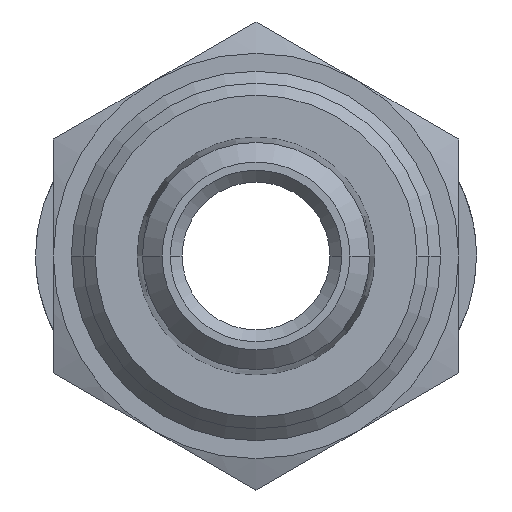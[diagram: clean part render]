
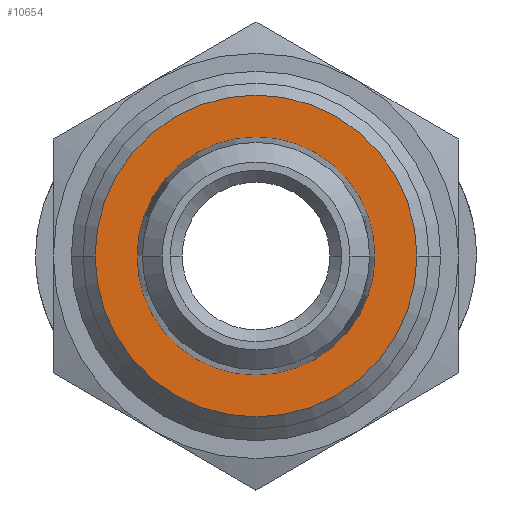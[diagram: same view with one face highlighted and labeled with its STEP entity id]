
A CAD part, left-side view. The second image highlights one B-rep face of the part: STEP entity #10654.
In plain terms, the highlighted planar face has unit normal (-1, 0, 0).
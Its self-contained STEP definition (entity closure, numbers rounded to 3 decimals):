
#505 = DIRECTION ( 'NONE',  ( 0., -1., 0. ) ) ;
#819 = CARTESIAN_POINT ( 'NONE',  ( 31.183, 12.297, -5.475 ) ) ;
#1271 = AXIS2_PLACEMENT_3D ( 'NONE', #11690, #16669, #10190 ) ;
#2126 = VERTEX_POINT ( 'NONE', #13806 ) ;
#3445 = DIRECTION ( 'NONE',  ( -1., 0., 0. ) ) ;
#3564 = CIRCLE ( 'NONE', #6900, 4.99 ) ;
#3692 = AXIS2_PLACEMENT_3D ( 'NONE', #11108, #3445, #18610 ) ;
#3699 = EDGE_CURVE ( 'NONE', #2126, #16968, #9992, .T. ) ;
#4446 = AXIS2_PLACEMENT_3D ( 'NONE', #13191, #11909, #19530 ) ;
#6009 = ORIENTED_EDGE ( 'NONE', *, *, #3699, .F. ) ;
#6372 = CIRCLE ( 'NONE', #1271, 6.75 ) ;
#6487 = VERTEX_POINT ( 'NONE', #9703 ) ;
#6900 = AXIS2_PLACEMENT_3D ( 'NONE', #12437, #18737, #505 ) ;
#9540 = FACE_BOUND ( 'NONE', #10946, .T. ) ;
#9703 = CARTESIAN_POINT ( 'NONE',  ( 31.183, 10.537, -5.475 ) ) ;
#9712 = ORIENTED_EDGE ( 'NONE', *, *, #10812, .T. ) ;
#9992 = CIRCLE ( 'NONE', #4446, 4.99 ) ;
#10089 = EDGE_LOOP ( 'NONE', ( #9712, #12341 ) ) ;
#10190 = DIRECTION ( 'NONE',  ( 0., -1., 0. ) ) ;
#10546 = EDGE_CURVE ( 'NONE', #16968, #2126, #3564, .T. ) ;
#10551 = DIRECTION ( 'NONE',  ( 0., -1., 0. ) ) ;
#10654 = ADVANCED_FACE ( 'NONE', ( #9540, #10996 ), #14093, .T. ) ;
#10812 = EDGE_CURVE ( 'NONE', #6487, #17650, #6372, .T. ) ;
#10946 = EDGE_LOOP ( 'NONE', ( #18350, #6009 ) ) ;
#10996 = FACE_OUTER_BOUND ( 'NONE', #10089, .T. ) ;
#11108 = CARTESIAN_POINT ( 'NONE',  ( 31.183, 17.287, 0.775 ) ) ;
#11690 = CARTESIAN_POINT ( 'NONE',  ( 31.183, 17.287, -5.475 ) ) ;
#11909 = DIRECTION ( 'NONE',  ( -1., 0., 0. ) ) ;
#12341 = ORIENTED_EDGE ( 'NONE', *, *, #16608, .T. ) ;
#12437 = CARTESIAN_POINT ( 'NONE',  ( 31.183, 17.287, -5.475 ) ) ;
#12985 = AXIS2_PLACEMENT_3D ( 'NONE', #13628, #19640, #10551 ) ;
#13191 = CARTESIAN_POINT ( 'NONE',  ( 31.183, 17.287, -5.475 ) ) ;
#13316 = CIRCLE ( 'NONE', #12985, 6.75 ) ;
#13628 = CARTESIAN_POINT ( 'NONE',  ( 31.183, 17.287, -5.475 ) ) ;
#13806 = CARTESIAN_POINT ( 'NONE',  ( 31.183, 22.277, -5.475 ) ) ;
#14093 = PLANE ( 'NONE',  #3692 ) ;
#16608 = EDGE_CURVE ( 'NONE', #17650, #6487, #13316, .T. ) ;
#16644 = CARTESIAN_POINT ( 'NONE',  ( 31.183, 24.037, -5.475 ) ) ;
#16669 = DIRECTION ( 'NONE',  ( -1., 0., 0. ) ) ;
#16968 = VERTEX_POINT ( 'NONE', #819 ) ;
#17650 = VERTEX_POINT ( 'NONE', #16644 ) ;
#18350 = ORIENTED_EDGE ( 'NONE', *, *, #10546, .F. ) ;
#18610 = DIRECTION ( 'NONE',  ( 0., 0., 1. ) ) ;
#18737 = DIRECTION ( 'NONE',  ( -1., 0., 0. ) ) ;
#19530 = DIRECTION ( 'NONE',  ( 0., -1., 0. ) ) ;
#19640 = DIRECTION ( 'NONE',  ( -1., 0., 0. ) ) ;
